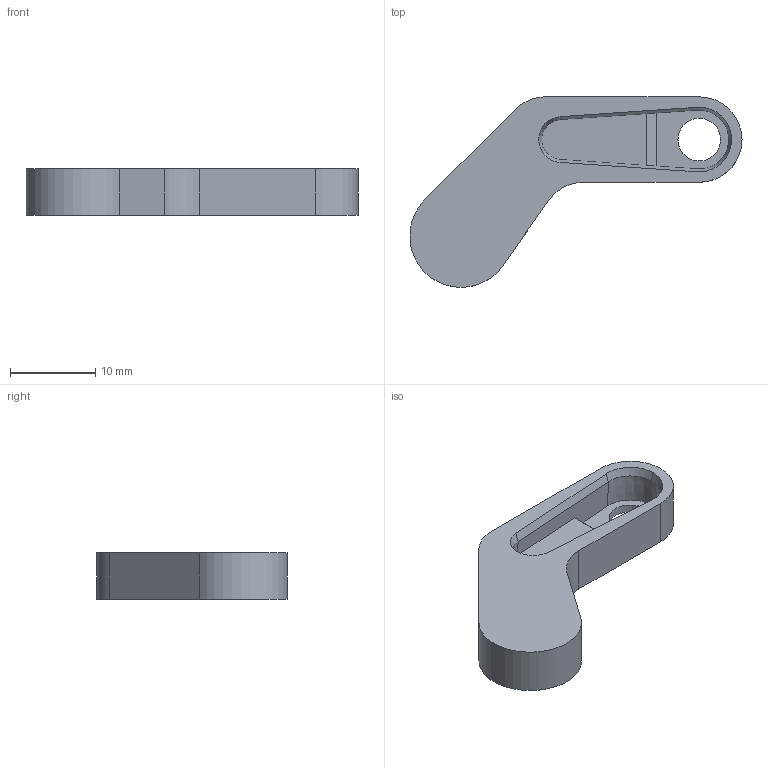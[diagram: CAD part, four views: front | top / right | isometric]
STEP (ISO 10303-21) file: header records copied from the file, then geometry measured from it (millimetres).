
FILE_DESCRIPTION (( 'STEP AP214' ), '1' );
FILE_NAME ('finger_naurals.STEP', '2025-03-01T23:04:37', ( '' ), ( '' ), 'SwSTEP 2.0', 'SolidWorks 2024', '' );
FILE_SCHEMA (( 'AUTOMOTIVE_DESIGN' ));
Length unit declared in the file: millimetre
Products named in the file (1): finger_naurals
Bounding box: 38.85 x 22.27 x 5.5 mm (x, y, z)
Volume: 1933.5 mm3; surface area: 1583 mm2
Topology: 1 solids, 1 shells, 26 faces, 65 edges, 42 vertices
Faces by surface type: plane 14, cylinder 6, cone 6
Entity records: 806 total; most frequent: DIRECTION 141, CARTESIAN_POINT 134, ORIENTED_EDGE 130, EDGE_CURVE 65, AXIS2_PLACEMENT_3D 49, VECTOR 43, LINE 43, VERTEX_POINT 42
